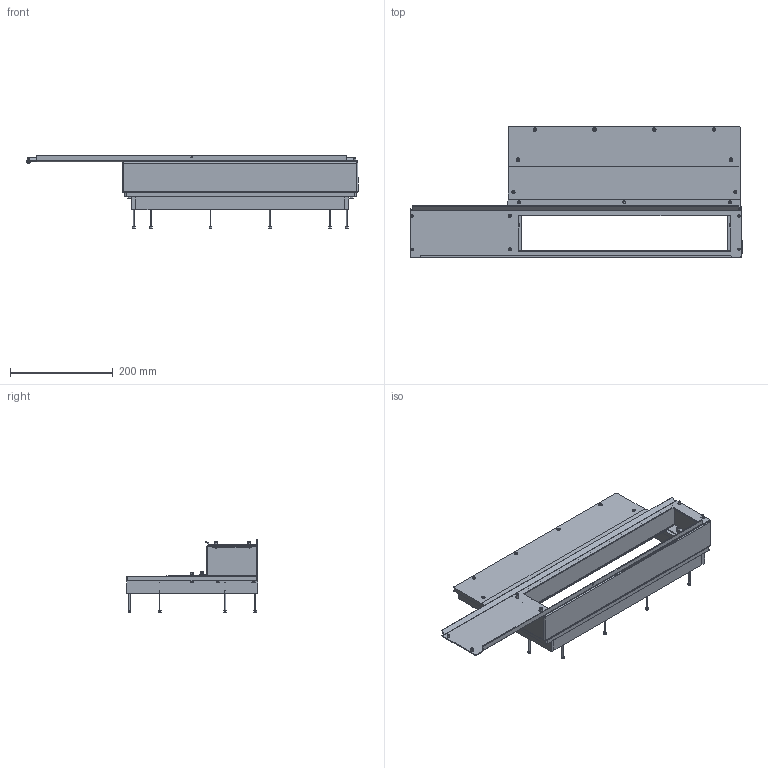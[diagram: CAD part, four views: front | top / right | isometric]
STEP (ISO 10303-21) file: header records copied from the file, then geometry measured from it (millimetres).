
FILE_DESCRIPTION (( 'STEP AP214' ), '1' );
FILE_NAME ('INGUN_115678.STEP', '2024-10-10T11:13:12', ( '' ), ( '' ), 'SwSTEP 2.0', 'SolidWorks 2021', '' );
FILE_SCHEMA (( 'AUTOMOTIVE_DESIGN' ));
Length unit declared in the file: millimetre
Products named in the file (13): 115670~2_S; INGUN_115678; DIN7991~n_M04,0x010; 115685~1_S; 115569~1; 115671~0_S; ISO7380~n_M04,0x008; DIN912~n_M04,0x010 VA; DIN912~n_M04,0x012; 115686~0_S; 113958~3_S; DIN912~n_M03,0x040; DIN7991~n_M03,0x012
Assembly tree (47 placements, depth 2):
  INGUN_115678
    115670~2_S
    113958~3_S
    115685~1_S  x2
    115569~1
    115686~0_S  x2
    115671~0_S
    DIN912~n_M04,0x010 VA  x4
    DIN7991~n_M03,0x012  x12
    DIN912~n_M04,0x012  x6
    DIN7991~n_M04,0x010  x3
    ISO7380~n_M04,0x008  x2
    DIN912~n_M03,0x040  x12
Bounding box: 646.5 x 256.5 x 141 mm (x, y, z)
Volume: 1081705.4 mm3; surface area: 587391.5 mm2
Topology: 47 solids, 47 shells, 1589 faces, 3912 edges, 2467 vertices
Faces by surface type: cylinder 1015, plane 340, cone 230, torus 4
Entity records: 18780 total; most frequent: DIRECTION 3354, CARTESIAN_POINT 2973, ORIENTED_EDGE 2854, EDGE_CURVE 1427, AXIS2_PLACEMENT_3D 1296, VERTEX_POINT 899, VECTOR 762, LINE 762
